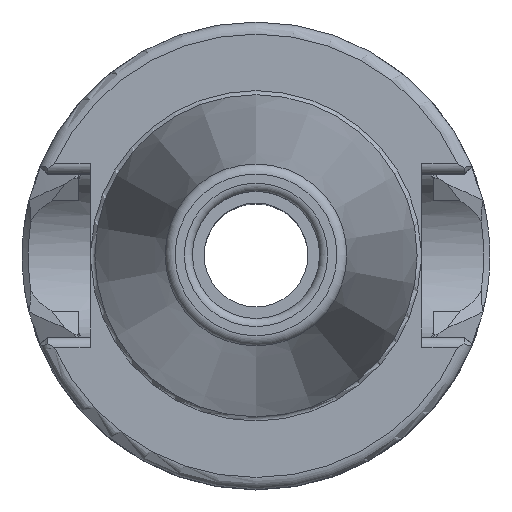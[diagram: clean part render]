
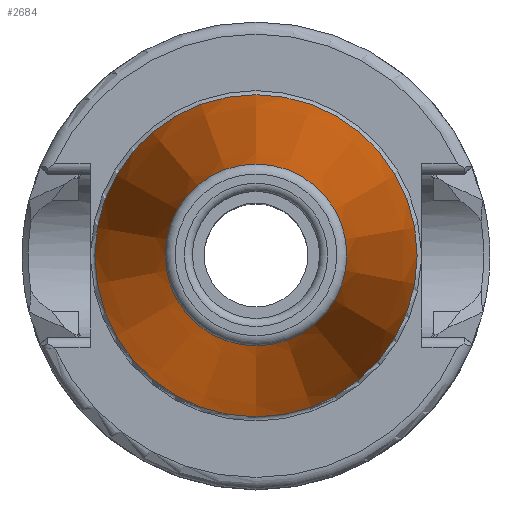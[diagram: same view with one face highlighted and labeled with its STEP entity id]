
A CAD part, top view. The second image highlights one B-rep face of the part: STEP entity #2684.
In plain terms, the highlighted conical face has half-angle 8.297 degrees and reference radius 12.394 mm.
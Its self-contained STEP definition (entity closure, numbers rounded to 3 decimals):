
#443=FACE_OUTER_BOUND('',#613,.T.);
#613=EDGE_LOOP('',(#2515,#2516,#2517,#2518,#2519));
#717=CIRCLE('',#2958,8.941);
#718=CIRCLE('',#2959,8.941);
#743=CIRCLE('',#3003,15.846);
#894=LINE('',#5580,#1045);
#1045=VECTOR('',#3751,12.394);
#1290=VERTEX_POINT('',#5505);
#1291=VERTEX_POINT('',#5507);
#1310=VERTEX_POINT('',#5576);
#1680=EDGE_CURVE('',#1290,#1291,#717,.T.);
#1681=EDGE_CURVE('',#1291,#1290,#718,.T.);
#1711=EDGE_CURVE('',#1310,#1310,#743,.T.);
#1713=EDGE_CURVE('',#1291,#1310,#894,.T.);
#2515=ORIENTED_EDGE('',*,*,#1681,.F.);
#2516=ORIENTED_EDGE('',*,*,#1713,.T.);
#2517=ORIENTED_EDGE('',*,*,#1711,.T.);
#2518=ORIENTED_EDGE('',*,*,#1713,.F.);
#2519=ORIENTED_EDGE('',*,*,#1680,.F.);
#2533=CONICAL_SURFACE('',#3004,12.394,0.145);
#2684=ADVANCED_FACE('',(#443),#2533,.T.);
#2958=AXIS2_PLACEMENT_3D('',#5508,#3651,#3652);
#2959=AXIS2_PLACEMENT_3D('',#5509,#3653,#3654);
#3003=AXIS2_PLACEMENT_3D('',#5577,#3746,#3747);
#3004=AXIS2_PLACEMENT_3D('',#5579,#3749,#3750);
#3651=DIRECTION('center_axis',(0.,0.,1.));
#3652=DIRECTION('ref_axis',(1.,0.,0.));
#3653=DIRECTION('center_axis',(0.,0.,1.));
#3654=DIRECTION('ref_axis',(1.,0.,0.));
#3746=DIRECTION('center_axis',(0.,0.,1.));
#3747=DIRECTION('ref_axis',(1.,0.,0.));
#3749=DIRECTION('center_axis',(0.,0.,-1.));
#3750=DIRECTION('ref_axis',(0.,-1.,0.));
#3751=DIRECTION('',(0.,0.144,-0.99));
#5505=CARTESIAN_POINT('',(8.941,0.,47.544));
#5507=CARTESIAN_POINT('',(0.,8.941,47.544));
#5508=CARTESIAN_POINT('Origin',(0.,0.,47.544));
#5509=CARTESIAN_POINT('Origin',(0.,0.,47.544));
#5576=CARTESIAN_POINT('',(0.,15.846,0.2));
#5577=CARTESIAN_POINT('Origin',(0.,0.,0.2));
#5579=CARTESIAN_POINT('Origin',(0.,0.,23.872));
#5580=CARTESIAN_POINT('',(0.,12.394,23.872));
